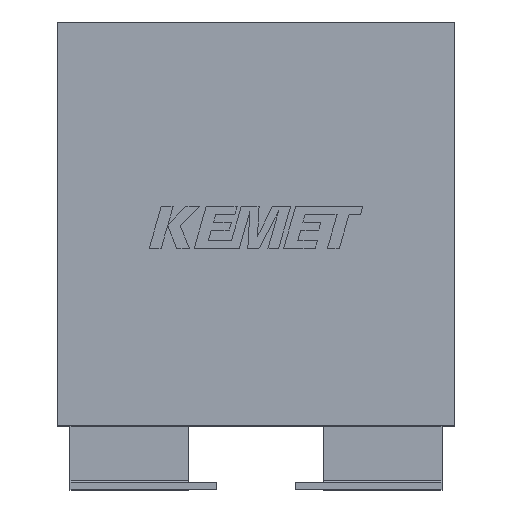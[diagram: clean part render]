
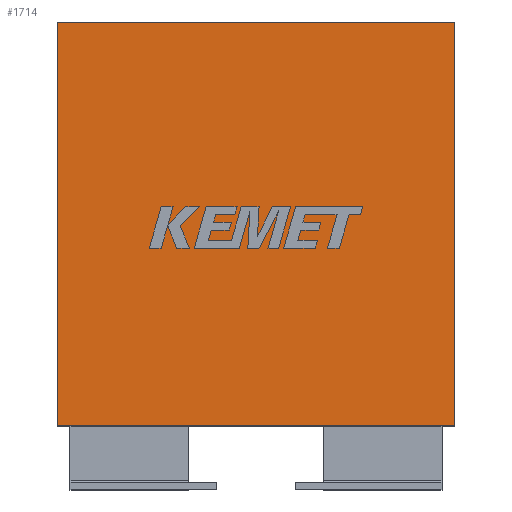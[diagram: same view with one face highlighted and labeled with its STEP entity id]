
A CAD part, top view. The second image highlights one B-rep face of the part: STEP entity #1714.
In plain terms, the highlighted planar face has unit normal (0, 0, 1).
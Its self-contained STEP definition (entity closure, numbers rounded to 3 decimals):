
#27 = VERTEX_POINT ( 'NONE', #3023 ) ;
#119 = DIRECTION ( 'NONE',  ( 1., 0., 0. ) ) ;
#213 = PLANE ( 'NONE',  #2399 ) ;
#238 = EDGE_CURVE ( 'NONE', #27, #1014, #2919, .T. ) ;
#245 = EDGE_CURVE ( 'NONE', #2699, #3137, #1388, .T. ) ;
#498 = CARTESIAN_POINT ( 'NONE',  ( 0., 0., 24.4 ) ) ;
#551 = CARTESIAN_POINT ( 'NONE',  ( 0., 44.2, 24.4 ) ) ;
#697 = CARTESIAN_POINT ( 'NONE',  ( 0., 0., 24.4 ) ) ;
#873 = CARTESIAN_POINT ( 'NONE',  ( 43.5, 44.2, 24.4 ) ) ;
#1014 = VERTEX_POINT ( 'NONE', #873 ) ;
#1046 = LINE ( 'NONE', #3351, #3099 ) ;
#1049 = FACE_OUTER_BOUND ( 'NONE', #1339, .T. ) ;
#1258 = DIRECTION ( 'NONE',  ( 0., 1., 0. ) ) ;
#1339 = EDGE_LOOP ( 'NONE', ( #1419, #3144, #3273, #3267 ) ) ;
#1388 = LINE ( 'NONE', #697, #3067 ) ;
#1419 = ORIENTED_EDGE ( 'NONE', *, *, #245, .T. ) ;
#1426 = EDGE_CURVE ( 'NONE', #1014, #2699, #3115, .T. ) ;
#1531 = CARTESIAN_POINT ( 'NONE',  ( 43.5, 0., 24.4 ) ) ;
#1702 = CARTESIAN_POINT ( 'NONE',  ( 0., 44.2, 24.4 ) ) ;
#1714 = ADVANCED_FACE ( 'NONE', ( #1049 ), #213, .F. ) ;
#2126 = VECTOR ( 'NONE', #1258, 1000. ) ;
#2290 = EDGE_CURVE ( 'NONE', #3137, #27, #1046, .T. ) ;
#2379 = DIRECTION ( 'NONE',  ( 0., 0., -1. ) ) ;
#2399 = AXIS2_PLACEMENT_3D ( 'NONE', #498, #2379, #3148 ) ;
#2699 = VERTEX_POINT ( 'NONE', #551 ) ;
#2751 = DIRECTION ( 'NONE',  ( -1., 0., 0. ) ) ;
#2919 = LINE ( 'NONE', #1531, #2126 ) ;
#3023 = CARTESIAN_POINT ( 'NONE',  ( 43.5, 0., 24.4 ) ) ;
#3067 = VECTOR ( 'NONE', #3118, 1000. ) ;
#3099 = VECTOR ( 'NONE', #119, 1000. ) ;
#3115 = LINE ( 'NONE', #1702, #3329 ) ;
#3118 = DIRECTION ( 'NONE',  ( 0., -1., 0. ) ) ;
#3137 = VERTEX_POINT ( 'NONE', #3167 ) ;
#3144 = ORIENTED_EDGE ( 'NONE', *, *, #2290, .T. ) ;
#3148 = DIRECTION ( 'NONE',  ( -1., 0., 0. ) ) ;
#3167 = CARTESIAN_POINT ( 'NONE',  ( 0., 0., 24.4 ) ) ;
#3267 = ORIENTED_EDGE ( 'NONE', *, *, #1426, .T. ) ;
#3273 = ORIENTED_EDGE ( 'NONE', *, *, #238, .T. ) ;
#3329 = VECTOR ( 'NONE', #2751, 1000. ) ;
#3351 = CARTESIAN_POINT ( 'NONE',  ( 0., 0., 24.4 ) ) ;
